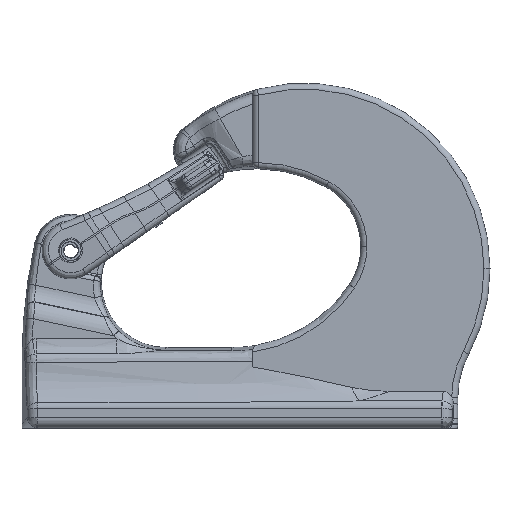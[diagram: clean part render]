
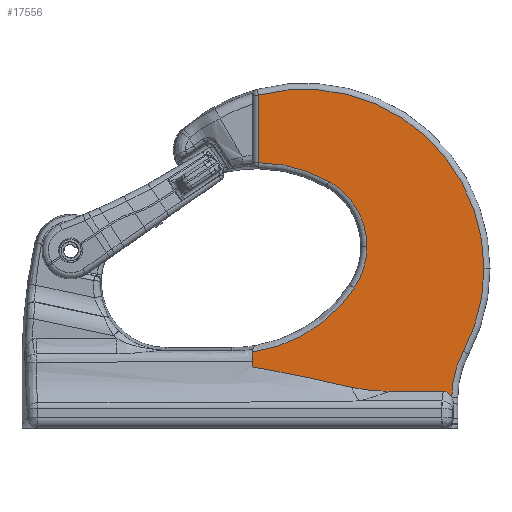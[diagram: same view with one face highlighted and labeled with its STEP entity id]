
A CAD part, top view. The second image highlights one B-rep face of the part: STEP entity #17556.
In plain terms, the highlighted planar face has unit normal (0, 0, 1).
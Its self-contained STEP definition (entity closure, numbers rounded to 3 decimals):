
#10 = ORIENTED_EDGE ( 'NONE', *, *, #24722, .T. ) ;
#445 = CARTESIAN_POINT ( 'NONE',  ( 16.66, 28.796, 23. ) ) ;
#534 = EDGE_CURVE ( 'NONE', #12973, #7639, #19458, .T. ) ;
#1057 = ORIENTED_EDGE ( 'NONE', *, *, #32397, .T. ) ;
#1182 = ORIENTED_EDGE ( 'NONE', *, *, #13032, .T. ) ;
#1229 = DIRECTION ( 'NONE',  ( 1., 0., 0. ) ) ;
#1357 = CARTESIAN_POINT ( 'NONE',  ( 9.315, 165.05, 23. ) ) ;
#1722 = CARTESIAN_POINT ( 'NONE',  ( 63., 90., 23. ) ) ;
#2097 = CIRCLE ( 'NONE', #26179, 73. ) ;
#2448 = VERTEX_POINT ( 'NONE', #32961 ) ;
#2474 = VERTEX_POINT ( 'NONE', #24837 ) ;
#2757 = ORIENTED_EDGE ( 'NONE', *, *, #3097, .F. ) ;
#3097 = EDGE_CURVE ( 'NONE', #2474, #33089, #32607, .T. ) ;
#3592 = CARTESIAN_POINT ( 'NONE',  ( 55.466, 20.171, 23. ) ) ;
#4286 = CARTESIAN_POINT ( 'NONE',  ( -3.933, 110., 23. ) ) ;
#4390 = DIRECTION ( 'NONE',  ( 0., 0., 1. ) ) ;
#5233 = ORIENTED_EDGE ( 'NONE', *, *, #36326, .T. ) ;
#5598 = VERTEX_POINT ( 'NONE', #6498 ) ;
#5622 = AXIS2_PLACEMENT_3D ( 'NONE', #13318, #16260, #30075 ) ;
#5701 = VERTEX_POINT ( 'NONE', #1357 ) ;
#5948 = EDGE_CURVE ( 'NONE', #14341, #13854, #31474, .T. ) ;
#6221 = DIRECTION ( 'NONE',  ( 0., 0., -1. ) ) ;
#6238 = CIRCLE ( 'NONE', #29799, 48.959 ) ;
#6369 = CARTESIAN_POINT ( 'NONE',  ( 8.398, 58.597, 23. ) ) ;
#6498 = CARTESIAN_POINT ( 'NONE',  ( 56.765, 69.444, 23. ) ) ;
#6750 = DIRECTION ( 'NONE',  ( 0., 0., 1. ) ) ;
#7065 = CIRCLE ( 'NONE', #25864, 87. ) ;
#7639 = VERTEX_POINT ( 'NONE', #29460 ) ;
#8199 = CARTESIAN_POINT ( 'NONE',  ( 6.315, 170.99, 23. ) ) ;
#8651 = EDGE_CURVE ( 'NONE', #11794, #13850, #6238, .T. ) ;
#9024 = DIRECTION ( 'NONE',  ( 0., 0., -1. ) ) ;
#9065 = CARTESIAN_POINT ( 'NONE',  ( -108., 18.189, 23. ) ) ;
#9121 = CARTESIAN_POINT ( 'NONE',  ( 44.091, 122.276, 23. ) ) ;
#9268 = CARTESIAN_POINT ( 'NONE',  ( 104.095, 17.133, 23. ) ) ;
#9954 = ORIENTED_EDGE ( 'NONE', *, *, #20004, .T. ) ;
#10208 = AXIS2_PLACEMENT_3D ( 'NONE', #30119, #18172, #1229 ) ;
#10242 = PLANE ( 'NONE',  #10208 ) ;
#10503 = ORIENTED_EDGE ( 'NONE', *, *, #23913, .F. ) ;
#11451 = B_SPLINE_CURVE_WITH_KNOTS ( 'NONE', 3,
 ( #20342, #22719, #34315, #11494, #28442, #31551, #28271, #445, #26032, #22905, #17547, #19815 ),
 .UNSPECIFIED., .F., .F.,
 ( 4, 2, 2, 2, 2, 4 ),
 ( 0., 0.013, 0.025, 0.038, 0.044, 0.05 ),
 .UNSPECIFIED. ) ;
#11494 = CARTESIAN_POINT ( 'NONE',  ( 39.104, 23.709, 23. ) ) ;
#11568 = ORIENTED_EDGE ( 'NONE', *, *, #5948, .T. ) ;
#11722 = DIRECTION ( 'NONE',  ( 1., 0., 0. ) ) ;
#11794 = VERTEX_POINT ( 'NONE', #35803 ) ;
#12384 = CARTESIAN_POINT ( 'NONE',  ( 61.574, 18.948, 23. ) ) ;
#12675 = DIRECTION ( 'NONE',  ( 1., 0., 0. ) ) ;
#12826 = FACE_OUTER_BOUND ( 'NONE', #34567, .T. ) ;
#12867 = AXIS2_PLACEMENT_3D ( 'NONE', #32754, #4390, #12675 ) ;
#12973 = VERTEX_POINT ( 'NONE', #18788 ) ;
#13032 = EDGE_CURVE ( 'NONE', #13850, #26060, #7065, .T. ) ;
#13235 = VECTOR ( 'NONE', #28964, 1000. ) ;
#13318 = CARTESIAN_POINT ( 'NONE',  ( 26., 90., 23. ) ) ;
#13850 = VERTEX_POINT ( 'NONE', #35970 ) ;
#13854 = VERTEX_POINT ( 'NONE', #1722 ) ;
#14076 = VERTEX_POINT ( 'NONE', #35134 ) ;
#14341 = VERTEX_POINT ( 'NONE', #9121 ) ;
#14966 = CARTESIAN_POINT ( 'NONE',  ( 73.971, 18.189, 23. ) ) ;
#15035 = DIRECTION ( 'NONE',  ( 0., 0., -1. ) ) ;
#15054 = DIRECTION ( 'NONE',  ( 1., 0., 0. ) ) ;
#15511 = ORIENTED_EDGE ( 'NONE', *, *, #20481, .T. ) ;
#15517 = DIRECTION ( 'NONE',  ( 1., 0., 0. ) ) ;
#16260 = DIRECTION ( 'NONE',  ( 0., 0., -1. ) ) ;
#16395 = CIRCLE ( 'NONE', #12867, 89. ) ;
#16478 = DIRECTION ( 'NONE',  ( 0., -1., 0. ) ) ;
#17133 = DIRECTION ( 'NONE',  ( 1., 0., 0. ) ) ;
#17503 = VECTOR ( 'NONE', #16478, 1000. ) ;
#17547 = CARTESIAN_POINT ( 'NONE',  ( 8.398, 30.146, 23. ) ) ;
#17556 = ADVANCED_FACE ( 'NONE', ( #12826 ), #10242, .T. ) ;
#17813 = DIRECTION ( 'NONE',  ( 1., 0., 0. ) ) ;
#17821 = CARTESIAN_POINT ( 'NONE',  ( 6.315, 170.99, 23. ) ) ;
#18172 = DIRECTION ( 'NONE',  ( 0., 0., 1. ) ) ;
#18564 = LINE ( 'NONE', #29964, #31426 ) ;
#18788 = CARTESIAN_POINT ( 'NONE',  ( 6.315, 33.385, 23. ) ) ;
#18862 = AXIS2_PLACEMENT_3D ( 'NONE', #6369, #15035, #11722 ) ;
#19458 = LINE ( 'NONE', #8199, #17503 ) ;
#19605 = EDGE_CURVE ( 'NONE', #5701, #29926, #18564, .T. ) ;
#19815 = CARTESIAN_POINT ( 'NONE',  ( 6.315, 30.373, 23. ) ) ;
#20004 = EDGE_CURVE ( 'NONE', #2474, #2448, #31356, .T. ) ;
#20342 = CARTESIAN_POINT ( 'NONE',  ( 55.466, 20.171, 23. ) ) ;
#20481 = EDGE_CURVE ( 'NONE', #13854, #5598, #32669, .T. ) ;
#20955 = CARTESIAN_POINT ( 'NONE',  ( 34., 78.99, 23. ) ) ;
#21462 = EDGE_CURVE ( 'NONE', #5598, #14076, #2097, .T. ) ;
#21996 = ORIENTED_EDGE ( 'NONE', *, *, #21462, .T. ) ;
#22719 = CARTESIAN_POINT ( 'NONE',  ( 51.362, 20.993, 23. ) ) ;
#22905 = CARTESIAN_POINT ( 'NONE',  ( 10.473, 29.856, 23. ) ) ;
#23426 = CARTESIAN_POINT ( 'NONE',  ( 55.466, 20.171, 23. ) ) ;
#23817 = CARTESIAN_POINT ( 'NONE',  ( 121., 78.99, 23. ) ) ;
#23913 = EDGE_CURVE ( 'NONE', #33089, #7639, #11451, .T. ) ;
#24065 = DIRECTION ( 'NONE',  ( 0., -1., 0. ) ) ;
#24311 = ORIENTED_EDGE ( 'NONE', *, *, #19605, .T. ) ;
#24722 = EDGE_CURVE ( 'NONE', #29926, #14341, #30613, .T. ) ;
#24837 = CARTESIAN_POINT ( 'NONE',  ( 73.971, 18.189, 23. ) ) ;
#25864 = AXIS2_PLACEMENT_3D ( 'NONE', #20955, #6750, #15054 ) ;
#26027 = CARTESIAN_POINT ( 'NONE',  ( 100.791, 18.189, 23. ) ) ;
#26032 = CARTESIAN_POINT ( 'NONE',  ( 14.604, 29.181, 23. ) ) ;
#26060 = VERTEX_POINT ( 'NONE', #23817 ) ;
#26179 = AXIS2_PLACEMENT_3D ( 'NONE', #4286, #28958, #15517 ) ;
#26749 = CARTESIAN_POINT ( 'NONE',  ( 67.732, 18.189, 23. ) ) ;
#28271 = CARTESIAN_POINT ( 'NONE',  ( 22.81, 27.548, 23. ) ) ;
#28414 = ORIENTED_EDGE ( 'NONE', *, *, #8651, .T. ) ;
#28442 = CARTESIAN_POINT ( 'NONE',  ( 35.032, 24.676, 23. ) ) ;
#28782 = ORIENTED_EDGE ( 'NONE', *, *, #30132, .T. ) ;
#28958 = DIRECTION ( 'NONE',  ( 0., 0., -1. ) ) ;
#28964 = DIRECTION ( 'NONE',  ( 1., 0., 0. ) ) ;
#29165 = CARTESIAN_POINT ( 'NONE',  ( 102.573, 18.189, 23. ) ) ;
#29299 = VECTOR ( 'NONE', #35842, 1000. ) ;
#29460 = CARTESIAN_POINT ( 'NONE',  ( 6.315, 30.373, 23. ) ) ;
#29799 = AXIS2_PLACEMENT_3D ( 'NONE', #34212, #6221, #17813 ) ;
#29926 = VERTEX_POINT ( 'NONE', #32708 ) ;
#29964 = CARTESIAN_POINT ( 'NONE',  ( 9.315, 128.566, 23. ) ) ;
#30075 = DIRECTION ( 'NONE',  ( 1., 0., 0. ) ) ;
#30119 = CARTESIAN_POINT ( 'NONE',  ( 0., 0., 23. ) ) ;
#30132 = EDGE_CURVE ( 'NONE', #2448, #11794, #30361, .T. ) ;
#30361 =( BOUNDED_CURVE ( )  B_SPLINE_CURVE ( 3, ( #26027, #29165, #9268, #33947 ),
 .UNSPECIFIED., .F., .T. ) 
 B_SPLINE_CURVE_WITH_KNOTS ( ( 4, 4 ),
 ( 6.178, 7.153 ),
 .UNSPECIFIED. ) 
 CURVE ( )  GEOMETRIC_REPRESENTATION_ITEM ( )  RATIONAL_B_SPLINE_CURVE ( ( 1., 0.922, 0.922, 1. ) ) 
 REPRESENTATION_ITEM ( '' )  );
#30613 = CIRCLE ( 'NONE', #18862, 73. ) ;
#31316 = CARTESIAN_POINT ( 'NONE',  ( 26., 90., 23. ) ) ;
#31356 = LINE ( 'NONE', #9065, #13235 ) ;
#31426 = VECTOR ( 'NONE', #24065, 1000. ) ;
#31474 = CIRCLE ( 'NONE', #5622, 37. ) ;
#31551 = CARTESIAN_POINT ( 'NONE',  ( 26.885, 26.595, 23. ) ) ;
#31832 = LINE ( 'NONE', #17821, #29299 ) ;
#32397 = EDGE_CURVE ( 'NONE', #26060, #5701, #16395, .T. ) ;
#32607 = B_SPLINE_CURVE_WITH_KNOTS ( 'NONE', 3,
 ( #14966, #26749, #12384, #23426 ),
 .UNSPECIFIED., .F., .F.,
 ( 4, 4 ),
 ( 0., 0.019 ),
 .UNSPECIFIED. ) ;
#32669 = CIRCLE ( 'NONE', #34395, 37. ) ;
#32708 = CARTESIAN_POINT ( 'NONE',  ( 9.315, 131.591, 23. ) ) ;
#32754 = CARTESIAN_POINT ( 'NONE',  ( 32., 78.99, 23. ) ) ;
#32961 = CARTESIAN_POINT ( 'NONE',  ( 100.791, 18.189, 23. ) ) ;
#33089 = VERTEX_POINT ( 'NONE', #3592 ) ;
#33947 = CARTESIAN_POINT ( 'NONE',  ( 105.001, 15.267, 23. ) ) ;
#34212 = CARTESIAN_POINT ( 'NONE',  ( 153.959, 15., 23. ) ) ;
#34315 = CARTESIAN_POINT ( 'NONE',  ( 47.269, 21.868, 23. ) ) ;
#34395 = AXIS2_PLACEMENT_3D ( 'NONE', #31316, #9024, #17133 ) ;
#34567 = EDGE_LOOP ( 'NONE', ( #28782, #28414, #1182, #1057, #24311, #10, #11568, #15511, #21996, #5233, #34756, #10503, #2757, #9954 ) ) ;
#34756 = ORIENTED_EDGE ( 'NONE', *, *, #534, .T. ) ;
#35134 = CARTESIAN_POINT ( 'NONE',  ( 6.315, 37.723, 23. ) ) ;
#35803 = CARTESIAN_POINT ( 'NONE',  ( 105.001, 15.267, 23. ) ) ;
#35842 = DIRECTION ( 'NONE',  ( 0., -1., 0. ) ) ;
#35970 = CARTESIAN_POINT ( 'NONE',  ( 110.762, 38.043, 23. ) ) ;
#36326 = EDGE_CURVE ( 'NONE', #14076, #12973, #31832, .T. ) ;
